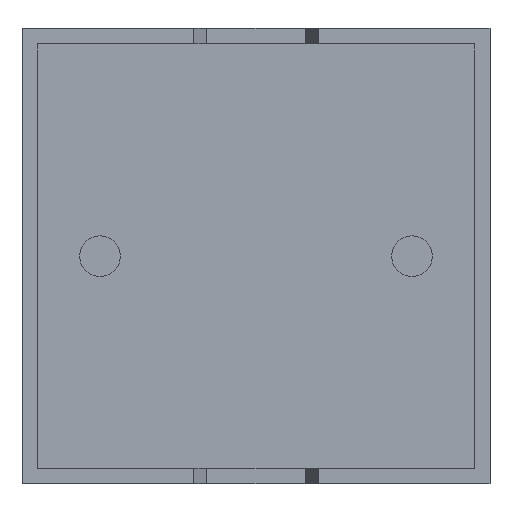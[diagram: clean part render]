
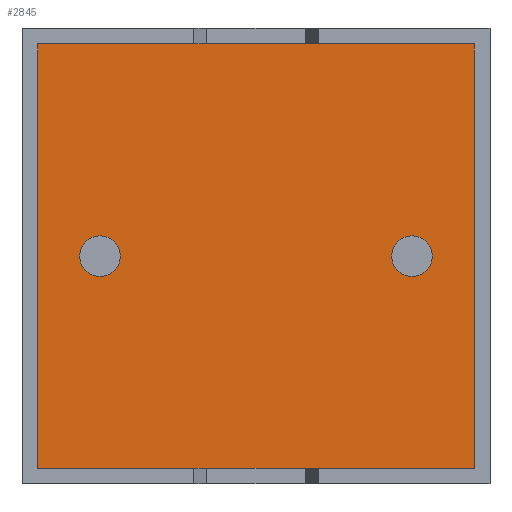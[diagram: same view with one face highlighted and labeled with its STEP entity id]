
A CAD part, front view. The second image highlights one B-rep face of the part: STEP entity #2845.
In plain terms, the highlighted planar face has unit normal (0, -1, 0).
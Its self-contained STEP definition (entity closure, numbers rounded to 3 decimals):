
#28 = VERTEX_POINT ( 'NONE', #2253 ) ;
#111 = DIRECTION ( 'NONE',  ( 0., -1., 0. ) ) ;
#116 = LINE ( 'NONE', #1884, #2592 ) ;
#203 = VERTEX_POINT ( 'NONE', #1494 ) ;
#250 = LINE ( 'NONE', #1891, #356 ) ;
#356 = VECTOR ( 'NONE', #2164, 1000. ) ;
#363 = CARTESIAN_POINT ( 'NONE',  ( 6.25, 0.75, 3.65 ) ) ;
#385 = DIRECTION ( 'NONE',  ( 0., 0., 1. ) ) ;
#420 = ORIENTED_EDGE ( 'NONE', *, *, #2315, .T. ) ;
#436 = CIRCLE ( 'NONE', #3015, 0.325 ) ;
#444 = FACE_OUTER_BOUND ( 'NONE', #923, .T. ) ;
#519 = FACE_BOUND ( 'NONE', #2054, .T. ) ;
#540 = VERTEX_POINT ( 'NONE', #791 ) ;
#589 = DIRECTION ( 'NONE',  ( -1., 0., 0. ) ) ;
#645 = DIRECTION ( 'NONE',  ( 0., 0., -1. ) ) ;
#649 = EDGE_CURVE ( 'NONE', #664, #1517, #1046, .T. ) ;
#664 = VERTEX_POINT ( 'NONE', #2668 ) ;
#721 = DIRECTION ( 'NONE',  ( 0., -1., 0. ) ) ;
#778 = CARTESIAN_POINT ( 'NONE',  ( 6.25, 0.75, 3.325 ) ) ;
#791 = CARTESIAN_POINT ( 'NONE',  ( 7.25, 0.75, 7.05 ) ) ;
#793 = AXIS2_PLACEMENT_3D ( 'NONE', #1765, #111, #1785 ) ;
#856 = CARTESIAN_POINT ( 'NONE',  ( 7.25, 0.75, 7.05 ) ) ;
#923 = EDGE_LOOP ( 'NONE', ( #1588, #2653, #420, #2724 ) ) ;
#1021 = EDGE_CURVE ( 'NONE', #203, #28, #116, .T. ) ;
#1044 = DIRECTION ( 'NONE',  ( 0., 0., -1. ) ) ;
#1046 = CIRCLE ( 'NONE', #1148, 0.325 ) ;
#1074 = CARTESIAN_POINT ( 'NONE',  ( 1.25, 0.75, 3.325 ) ) ;
#1148 = AXIS2_PLACEMENT_3D ( 'NONE', #1254, #2430, #1044 ) ;
#1254 = CARTESIAN_POINT ( 'NONE',  ( 1.25, 0.75, 3.65 ) ) ;
#1366 = AXIS2_PLACEMENT_3D ( 'NONE', #363, #1372, #645 ) ;
#1372 = DIRECTION ( 'NONE',  ( 0., -1., 0. ) ) ;
#1397 = DIRECTION ( 'NONE',  ( 0., 0., -1. ) ) ;
#1494 = CARTESIAN_POINT ( 'NONE',  ( 0.25, 0.75, 7.05 ) ) ;
#1517 = VERTEX_POINT ( 'NONE', #1074 ) ;
#1530 = AXIS2_PLACEMENT_3D ( 'NONE', #1731, #1944, #2729 ) ;
#1546 = EDGE_CURVE ( 'NONE', #540, #203, #2531, .T. ) ;
#1588 = ORIENTED_EDGE ( 'NONE', *, *, #1021, .T. ) ;
#1651 = ORIENTED_EDGE ( 'NONE', *, *, #2293, .F. ) ;
#1731 = CARTESIAN_POINT ( 'NONE',  ( 6.25, 0.75, 3.65 ) ) ;
#1752 = ORIENTED_EDGE ( 'NONE', *, *, #2172, .F. ) ;
#1765 = CARTESIAN_POINT ( 'NONE',  ( 0., 0.75, 0. ) ) ;
#1785 = DIRECTION ( 'NONE',  ( 0., 0., -1. ) ) ;
#1884 = CARTESIAN_POINT ( 'NONE',  ( 0.25, 0.75, 7.05 ) ) ;
#1891 = CARTESIAN_POINT ( 'NONE',  ( 0.25, 0.75, 0.25 ) ) ;
#1944 = DIRECTION ( 'NONE',  ( 0., -1., 0. ) ) ;
#1992 = EDGE_CURVE ( 'NONE', #28, #2553, #250, .T. ) ;
#2054 = EDGE_LOOP ( 'NONE', ( #1651, #1752 ) ) ;
#2139 = CARTESIAN_POINT ( 'NONE',  ( 1.25, 0.75, 3.65 ) ) ;
#2164 = DIRECTION ( 'NONE',  ( 1., 0., 0. ) ) ;
#2170 = CARTESIAN_POINT ( 'NONE',  ( 6.25, 0.75, 3.975 ) ) ;
#2172 = EDGE_CURVE ( 'NONE', #2574, #2246, #2710, .T. ) ;
#2246 = VERTEX_POINT ( 'NONE', #2170 ) ;
#2253 = CARTESIAN_POINT ( 'NONE',  ( 0.25, 0.75, 0.25 ) ) ;
#2293 = EDGE_CURVE ( 'NONE', #2246, #2574, #2850, .T. ) ;
#2315 = EDGE_CURVE ( 'NONE', #2553, #540, #2383, .T. ) ;
#2381 = DIRECTION ( 'NONE',  ( 0., 0., -1. ) ) ;
#2383 = LINE ( 'NONE', #3011, #2462 ) ;
#2425 = EDGE_CURVE ( 'NONE', #1517, #664, #436, .T. ) ;
#2430 = DIRECTION ( 'NONE',  ( 0., -1., 0. ) ) ;
#2462 = VECTOR ( 'NONE', #385, 1000. ) ;
#2483 = PLANE ( 'NONE',  #793 ) ;
#2531 = LINE ( 'NONE', #856, #2718 ) ;
#2553 = VERTEX_POINT ( 'NONE', #2672 ) ;
#2574 = VERTEX_POINT ( 'NONE', #778 ) ;
#2592 = VECTOR ( 'NONE', #1397, 1000. ) ;
#2653 = ORIENTED_EDGE ( 'NONE', *, *, #1992, .T. ) ;
#2668 = CARTESIAN_POINT ( 'NONE',  ( 1.25, 0.75, 3.975 ) ) ;
#2672 = CARTESIAN_POINT ( 'NONE',  ( 7.25, 0.75, 0.25 ) ) ;
#2710 = CIRCLE ( 'NONE', #1530, 0.325 ) ;
#2718 = VECTOR ( 'NONE', #589, 1000. ) ;
#2724 = ORIENTED_EDGE ( 'NONE', *, *, #1546, .T. ) ;
#2729 = DIRECTION ( 'NONE',  ( 0., 0., -1. ) ) ;
#2763 = ORIENTED_EDGE ( 'NONE', *, *, #2425, .F. ) ;
#2845 = ADVANCED_FACE ( 'NONE', ( #519, #444, #2992 ), #2483, .T. ) ;
#2850 = CIRCLE ( 'NONE', #1366, 0.325 ) ;
#2992 = FACE_BOUND ( 'NONE', #3055, .T. ) ;
#3011 = CARTESIAN_POINT ( 'NONE',  ( 7.25, 0.75, 0.25 ) ) ;
#3015 = AXIS2_PLACEMENT_3D ( 'NONE', #2139, #721, #2381 ) ;
#3027 = ORIENTED_EDGE ( 'NONE', *, *, #649, .F. ) ;
#3055 = EDGE_LOOP ( 'NONE', ( #3027, #2763 ) ) ;
